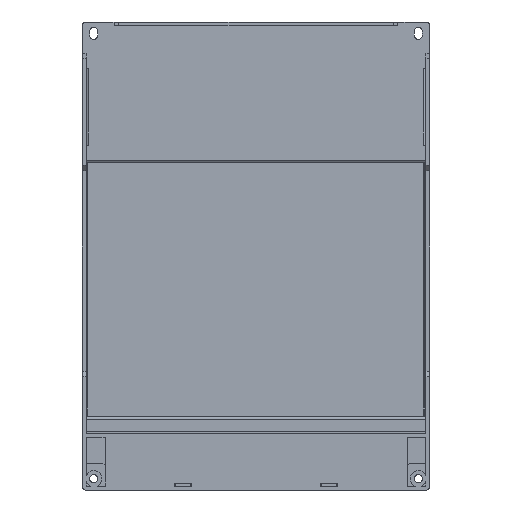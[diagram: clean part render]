
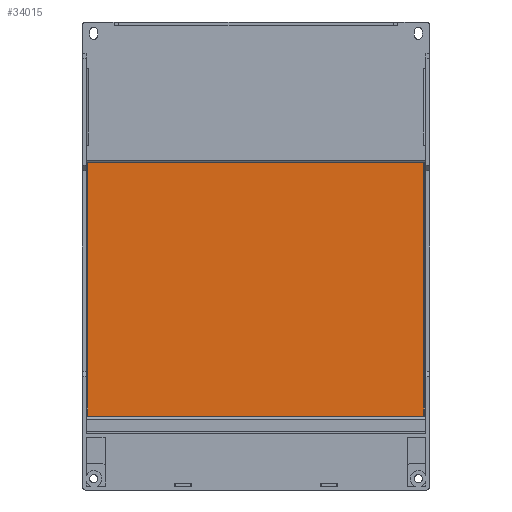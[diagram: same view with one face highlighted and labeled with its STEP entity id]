
A CAD part, front view. The second image highlights one B-rep face of the part: STEP entity #34015.
In plain terms, the highlighted planar face has unit normal (0, -1, 0).
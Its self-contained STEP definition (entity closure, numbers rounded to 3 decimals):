
#78 = VECTOR ( 'NONE', #61640, 1000. ) ;
#2954 = CARTESIAN_POINT ( 'NONE',  ( 227.346, 16.5, -93.5 ) ) ;
#3477 = VECTOR ( 'NONE', #51865, 1000. ) ;
#4412 = CARTESIAN_POINT ( 'NONE',  ( 226.58, 16.5, -93.5 ) ) ;
#5525 = VECTOR ( 'NONE', #42238, 1000. ) ;
#7536 = ORIENTED_EDGE ( 'NONE', *, *, #22506, .F. ) ;
#8962 = CARTESIAN_POINT ( 'NONE',  ( 226.2, 16.5, -261. ) ) ;
#10605 = DIRECTION ( 'NONE',  ( 0., 0., 1. ) ) ;
#13958 = DIRECTION ( 'NONE',  ( -1., 0., 0. ) ) ;
#14144 = LINE ( 'NONE', #117534, #3477 ) ;
#14428 = EDGE_CURVE ( 'NONE', #40373, #104657, #58818, .T. ) ;
#14531 = ORIENTED_EDGE ( 'NONE', *, *, #116249, .T. ) ;
#14923 = DIRECTION ( 'NONE',  ( 0., 0., 1. ) ) ;
#15291 = VECTOR ( 'NONE', #102577, 1000. ) ;
#15944 = VERTEX_POINT ( 'NONE', #116916 ) ;
#16981 = FACE_OUTER_BOUND ( 'NONE', #89384, .T. ) ;
#22430 = CARTESIAN_POINT ( 'NONE',  ( 2.6, 16.5, -261.3 ) ) ;
#22506 = EDGE_CURVE ( 'NONE', #97279, #55360, #85459, .T. ) ;
#24186 = LINE ( 'NONE', #99692, #26776 ) ;
#24677 = VECTOR ( 'NONE', #39325, 1000. ) ;
#25055 = CARTESIAN_POINT ( 'NONE',  ( 3.22, 16.5, -93.5 ) ) ;
#26456 = CARTESIAN_POINT ( 'NONE',  ( 227.346, 16.5, -93.5 ) ) ;
#26776 = VECTOR ( 'NONE', #14923, 1000. ) ;
#27207 = ORIENTED_EDGE ( 'NONE', *, *, #120832, .F. ) ;
#27490 = CARTESIAN_POINT ( 'NONE',  ( 0., 16.5, 0. ) ) ;
#28397 = CARTESIAN_POINT ( 'NONE',  ( 227.4, 16.5, -93.2 ) ) ;
#30725 = LINE ( 'NONE', #61046, #78 ) ;
#30959 = DIRECTION ( 'NONE',  ( -1., 0., 0. ) ) ;
#31232 = EDGE_CURVE ( 'NONE', #119525, #55360, #39912, .T. ) ;
#31736 = DIRECTION ( 'NONE',  ( 0., 0., -1. ) ) ;
#33559 = CARTESIAN_POINT ( 'NONE',  ( 2.6, 16.5, -155. ) ) ;
#34015 = ADVANCED_FACE ( 'NONE', ( #72681, #16981 ), #102380, .F. ) ;
#34289 = EDGE_CURVE ( 'NONE', #98290, #40373, #78771, .T. ) ;
#34299 = ORIENTED_EDGE ( 'NONE', *, *, #31232, .T. ) ;
#36327 = VECTOR ( 'NONE', #13958, 1000. ) ;
#37245 = EDGE_CURVE ( 'NONE', #81613, #15944, #14144, .T. ) ;
#39047 = CARTESIAN_POINT ( 'NONE',  ( 3.22, 16.5, -261. ) ) ;
#39325 = DIRECTION ( 'NONE',  ( -1., 0., 0. ) ) ;
#39912 = LINE ( 'NONE', #95626, #24677 ) ;
#40015 = CARTESIAN_POINT ( 'NONE',  ( 3.6, 16.5, -93.5 ) ) ;
#40373 = VERTEX_POINT ( 'NONE', #61515 ) ;
#41164 = VERTEX_POINT ( 'NONE', #44499 ) ;
#42238 = DIRECTION ( 'NONE',  ( 0., 0., 1. ) ) ;
#44499 = CARTESIAN_POINT ( 'NONE',  ( 227.346, 16.5, -261. ) ) ;
#45445 = DIRECTION ( 'NONE',  ( 1., 0., 0. ) ) ;
#51865 = DIRECTION ( 'NONE',  ( 1., 0., 0. ) ) ;
#52237 = AXIS2_PLACEMENT_3D ( 'NONE', #27490, #65218, #45445 ) ;
#52651 = VECTOR ( 'NONE', #31736, 1000. ) ;
#55360 = VERTEX_POINT ( 'NONE', #57722 ) ;
#56819 = EDGE_CURVE ( 'NONE', #98290, #97279, #62175, .T. ) ;
#56856 = ORIENTED_EDGE ( 'NONE', *, *, #112377, .F. ) ;
#57722 = CARTESIAN_POINT ( 'NONE',  ( 2.6, 16.5, -93.2 ) ) ;
#58696 = EDGE_LOOP ( 'NONE', ( #27207, #56856, #14531, #119234 ) ) ;
#58818 = LINE ( 'NONE', #39047, #68581 ) ;
#60042 = LINE ( 'NONE', #4412, #79313 ) ;
#61046 = CARTESIAN_POINT ( 'NONE',  ( 226.2, 16.5, -93.5 ) ) ;
#61515 = CARTESIAN_POINT ( 'NONE',  ( 3.6, 16.5, -261. ) ) ;
#61640 = DIRECTION ( 'NONE',  ( 0., 0., 1. ) ) ;
#62175 = LINE ( 'NONE', #25055, #36327 ) ;
#63701 = CARTESIAN_POINT ( 'NONE',  ( 226.58, 16.5, -261. ) ) ;
#64166 = EDGE_CURVE ( 'NONE', #118847, #67046, #60042, .T. ) ;
#64814 = LINE ( 'NONE', #26456, #15291 ) ;
#65218 = DIRECTION ( 'NONE',  ( 0., 1., 0. ) ) ;
#67046 = VERTEX_POINT ( 'NONE', #2954 ) ;
#67268 = ORIENTED_EDGE ( 'NONE', *, *, #77543, .T. ) ;
#68581 = VECTOR ( 'NONE', #30959, 1000. ) ;
#69330 = CARTESIAN_POINT ( 'NONE',  ( 2.6, 16.5, -261. ) ) ;
#72681 = FACE_BOUND ( 'NONE', #58696, .T. ) ;
#77543 = EDGE_CURVE ( 'NONE', #15944, #119525, #24186, .T. ) ;
#78181 = ORIENTED_EDGE ( 'NONE', *, *, #14428, .T. ) ;
#78636 = DIRECTION ( 'NONE',  ( 1., 0., 0. ) ) ;
#78771 = LINE ( 'NONE', #107876, #52651 ) ;
#79313 = VECTOR ( 'NONE', #78636, 1000. ) ;
#81548 = EDGE_CURVE ( 'NONE', #81613, #104657, #112888, .T. ) ;
#81613 = VERTEX_POINT ( 'NONE', #22430 ) ;
#84412 = ORIENTED_EDGE ( 'NONE', *, *, #37245, .T. ) ;
#85459 = LINE ( 'NONE', #114608, #101794 ) ;
#86141 = ORIENTED_EDGE ( 'NONE', *, *, #34289, .T. ) ;
#88026 = CARTESIAN_POINT ( 'NONE',  ( 226.2, 16.5, -93.5 ) ) ;
#88867 = ORIENTED_EDGE ( 'NONE', *, *, #81548, .F. ) ;
#89384 = EDGE_LOOP ( 'NONE', ( #84412, #67268, #34299, #7536, #102652, #86141, #78181, #88867 ) ) ;
#92503 = VECTOR ( 'NONE', #102707, 1000. ) ;
#95626 = CARTESIAN_POINT ( 'NONE',  ( -0.1, 16.5, -93.2 ) ) ;
#96263 = VERTEX_POINT ( 'NONE', #8962 ) ;
#97279 = VERTEX_POINT ( 'NONE', #112360 ) ;
#98290 = VERTEX_POINT ( 'NONE', #40015 ) ;
#99692 = CARTESIAN_POINT ( 'NONE',  ( 227.4, 16.5, -155. ) ) ;
#101794 = VECTOR ( 'NONE', #10605, 1000. ) ;
#102380 = PLANE ( 'NONE',  #52237 ) ;
#102577 = DIRECTION ( 'NONE',  ( 0., 0., 1. ) ) ;
#102652 = ORIENTED_EDGE ( 'NONE', *, *, #56819, .F. ) ;
#102707 = DIRECTION ( 'NONE',  ( 1., 0., 0. ) ) ;
#104657 = VERTEX_POINT ( 'NONE', #69330 ) ;
#107876 = CARTESIAN_POINT ( 'NONE',  ( 3.6, 16.5, -261. ) ) ;
#112360 = CARTESIAN_POINT ( 'NONE',  ( 2.6, 16.5, -93.5 ) ) ;
#112377 = EDGE_CURVE ( 'NONE', #96263, #41164, #121303, .T. ) ;
#112888 = LINE ( 'NONE', #33559, #5525 ) ;
#114608 = CARTESIAN_POINT ( 'NONE',  ( 2.6, 16.5, -155. ) ) ;
#116249 = EDGE_CURVE ( 'NONE', #96263, #118847, #30725, .T. ) ;
#116916 = CARTESIAN_POINT ( 'NONE',  ( 227.4, 16.5, -261.3 ) ) ;
#117534 = CARTESIAN_POINT ( 'NONE',  ( -0.1, 16.5, -261.3 ) ) ;
#118847 = VERTEX_POINT ( 'NONE', #88026 ) ;
#119234 = ORIENTED_EDGE ( 'NONE', *, *, #64166, .T. ) ;
#119525 = VERTEX_POINT ( 'NONE', #28397 ) ;
#120832 = EDGE_CURVE ( 'NONE', #41164, #67046, #64814, .T. ) ;
#121303 = LINE ( 'NONE', #63701, #92503 ) ;
